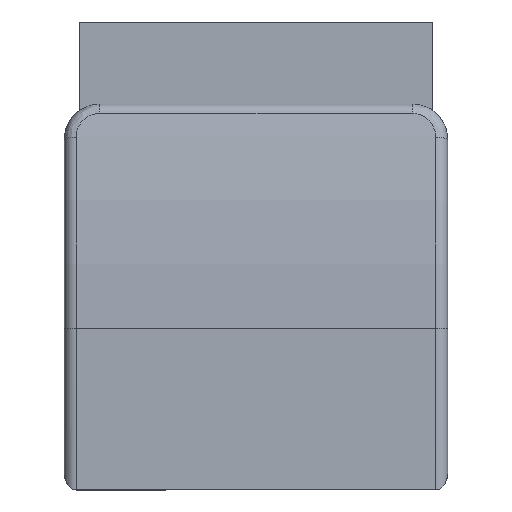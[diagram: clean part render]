
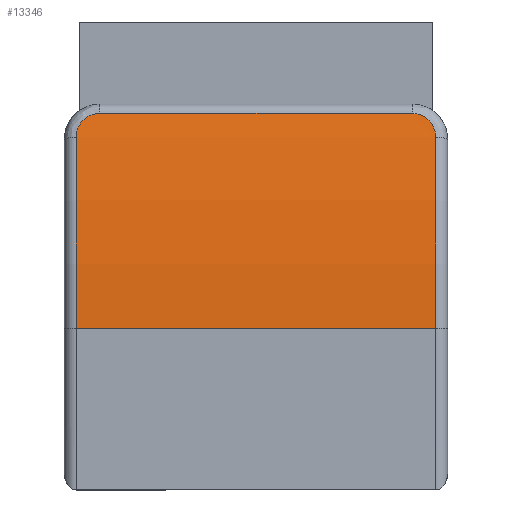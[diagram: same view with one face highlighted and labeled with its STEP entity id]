
A CAD part, front view. The second image highlights one B-rep face of the part: STEP entity #13346.
In plain terms, the highlighted cylindrical face has radius 163 mm (diameter 326 mm), a partial arc.
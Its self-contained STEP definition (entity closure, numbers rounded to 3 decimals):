
#91 = CARTESIAN_POINT ( 'NONE',  ( 30.475, 2.859, 27.921 ) ) ;
#130 = LINE ( 'NONE', #4847, #14448 ) ;
#223 = CARTESIAN_POINT ( 'NONE',  ( -30.376, 2.965, 28.43 ) ) ;
#254 = CARTESIAN_POINT ( 'NONE',  ( 27.033, 3.621, 31.42 ) ) ;
#524 = CARTESIAN_POINT ( 'NONE',  ( -27.571, 3.601, 31.336 ) ) ;
#597 = EDGE_CURVE ( 'NONE', #13792, #12896, #11885, .T. ) ;
#1116 = DIRECTION ( 'NONE',  ( -1., 0., 0. ) ) ;
#1396 = CARTESIAN_POINT ( 'NONE',  ( -30.302, 3.018, 28.683 ) ) ;
#1438 = DIRECTION ( 'NONE',  ( 1., 0., 0. ) ) ;
#1499 = ORIENTED_EDGE ( 'NONE', *, *, #15240, .T. ) ;
#1511 = CARTESIAN_POINT ( 'NONE',  ( 27.81, 3.578, 31.233 ) ) ;
#2186 = CARTESIAN_POINT ( 'NONE',  ( 30.5, 2.752, 27.398 ) ) ;
#2287 = ORIENTED_EDGE ( 'NONE', *, *, #6652, .T. ) ;
#2534 = CARTESIAN_POINT ( 'NONE',  ( 95.576, 162.5, -5. ) ) ;
#2690 = DIRECTION ( 'NONE',  ( -1., 0., 0. ) ) ;
#2708 = CARTESIAN_POINT ( 'NONE',  ( -30.5, 162.5, -5. ) ) ;
#2751 = CARTESIAN_POINT ( 'NONE',  ( -27.038, 3.627, 31.447 ) ) ;
#2984 = CARTESIAN_POINT ( 'NONE',  ( -29.986, 3.171, 29.4 ) ) ;
#3251 = CARTESIAN_POINT ( 'NONE',  ( -26.5, 3.627, 31.447 ) ) ;
#3639 = CARTESIAN_POINT ( 'NONE',  ( 26.5, 3.627, 31.447 ) ) ;
#3727 = CARTESIAN_POINT ( 'NONE',  ( 29.985, 3.172, 29.403 ) ) ;
#3742 = CARTESIAN_POINT ( 'NONE',  ( -30.5, -0.5, -5. ) ) ;
#3920 = CARTESIAN_POINT ( 'NONE',  ( -29.17, 3.396, 30.424 ) ) ;
#4036 = ORIENTED_EDGE ( 'NONE', *, *, #5692, .T. ) ;
#4155 = CARTESIAN_POINT ( 'NONE',  ( -29.702, 3.266, 29.839 ) ) ;
#4700 = AXIS2_PLACEMENT_3D ( 'NONE', #2708, #1438, #4888 ) ;
#4775 = CARTESIAN_POINT ( 'NONE',  ( 30.5, -0.5, -5. ) ) ;
#4847 = CARTESIAN_POINT ( 'NONE',  ( 95.576, -0.5, -5. ) ) ;
#4859 = CARTESIAN_POINT ( 'NONE',  ( 26.5, 3.627, 31.447 ) ) ;
#4888 = DIRECTION ( 'NONE',  ( 0., 0., 1. ) ) ;
#4889 = CARTESIAN_POINT ( 'NONE',  ( 30.5, 2.805, 27.661 ) ) ;
#4960 = CIRCLE ( 'NONE', #4700, 163. ) ;
#5013 = CARTESIAN_POINT ( 'NONE',  ( -30.475, 2.859, 27.92 ) ) ;
#5034 = DIRECTION ( 'NONE',  ( -1., 0., 0. ) ) ;
#5044 = CARTESIAN_POINT ( 'NONE',  ( 30.5, 2.752, 27.398 ) ) ;
#5692 = EDGE_CURVE ( 'NONE', #13325, #10574, #4960, .T. ) ;
#5781 = VECTOR ( 'NONE', #5034, 1000. ) ;
#6339 = CARTESIAN_POINT ( 'NONE',  ( -30.5, 2.805, 27.661 ) ) ;
#6565 = VERTEX_POINT ( 'NONE', #4775 ) ;
#6652 = EDGE_CURVE ( 'NONE', #6565, #7976, #11584, .T. ) ;
#7246 = CARTESIAN_POINT ( 'NONE',  ( 30.105, 3.122, 29.171 ) ) ;
#7455 = CARTESIAN_POINT ( 'NONE',  ( -28.299, 3.531, 31.024 ) ) ;
#7976 = VERTEX_POINT ( 'NONE', #2186 ) ;
#8203 = CARTESIAN_POINT ( 'NONE',  ( 95.576, 3.627, 31.447 ) ) ;
#8271 = DIRECTION ( 'NONE',  ( 0., 0., -1. ) ) ;
#8407 = FACE_OUTER_BOUND ( 'NONE', #15147, .T. ) ;
#8505 = CARTESIAN_POINT ( 'NONE',  ( 26.769, 3.627, 31.447 ) ) ;
#8574 = CARTESIAN_POINT ( 'NONE',  ( 30.375, 2.966, 28.435 ) ) ;
#9127 = EDGE_CURVE ( 'NONE', #6565, #10574, #130, .T. ) ;
#9258 = ORIENTED_EDGE ( 'NONE', *, *, #597, .T. ) ;
#9795 = CARTESIAN_POINT ( 'NONE',  ( -30.5, 2.752, 27.398 ) ) ;
#9827 = CARTESIAN_POINT ( 'NONE',  ( 27.552, 3.597, 31.314 ) ) ;
#10112 = CARTESIAN_POINT ( 'NONE',  ( -28.535, 3.501, 30.894 ) ) ;
#10574 = VERTEX_POINT ( 'NONE', #3742 ) ;
#10813 = DIRECTION ( 'NONE',  ( -1., 0., 0. ) ) ;
#10856 = CARTESIAN_POINT ( 'NONE',  ( 28.964, 3.435, 30.599 ) ) ;
#10923 = CARTESIAN_POINT ( 'NONE',  ( -30.5, 2.752, 27.398 ) ) ;
#10990 = CARTESIAN_POINT ( 'NONE',  ( -29.536, 3.312, 30.048 ) ) ;
#11020 = CARTESIAN_POINT ( 'NONE',  ( 28.528, 3.502, 30.898 ) ) ;
#11297 = CARTESIAN_POINT ( 'NONE',  ( -26.5, 3.627, 31.447 ) ) ;
#11584 = CIRCLE ( 'NONE', #15123, 163. ) ;
#11885 = LINE ( 'NONE', #8203, #5781 ) ;
#11922 = ORIENTED_EDGE ( 'NONE', *, *, #14853, .T. ) ;
#12122 = CARTESIAN_POINT ( 'NONE',  ( 29.534, 3.313, 30.05 ) ) ;
#12170 = CARTESIAN_POINT ( 'NONE',  ( -30.106, 3.121, 29.169 ) ) ;
#12187 = DIRECTION ( 'NONE',  ( 0., 0., 1. ) ) ;
#12283 = CARTESIAN_POINT ( 'NONE',  ( 28.298, 3.531, 31.025 ) ) ;
#12358 = CARTESIAN_POINT ( 'NONE',  ( 29.697, 3.268, 29.846 ) ) ;
#12896 = VERTEX_POINT ( 'NONE', #3251 ) ;
#13078 = B_SPLINE_CURVE_WITH_KNOTS ( 'NONE', 3,
 ( #5044, #4889, #91, #8574, #14511, #7246, #3727, #12358, #12122, #14583, #10856, #11020, #12283, #1511, #9827, #254, #8505, #3639 ),
 .UNSPECIFIED., .F., .F.,
 ( 4, 2, 2, 2, 2, 2, 2, 2, 4 ),
 ( 0., 0.001, 0.002, 0.002, 0.003, 0.004, 0.005, 0.006, 0.006 ),
 .UNSPECIFIED. ) ;
#13325 = VERTEX_POINT ( 'NONE', #10923 ) ;
#13346 = ADVANCED_FACE ( 'NONE', ( #8407 ), #13456, .T. ) ;
#13456 = CYLINDRICAL_SURFACE ( 'NONE', #15467, 163. ) ;
#13613 = B_SPLINE_CURVE_WITH_KNOTS ( 'NONE', 3,
 ( #11297, #2751, #524, #7455, #10112, #14935, #3920, #10990, #4155, #2984, #12170, #1396, #223, #5013, #6339, #9795 ),
 .UNSPECIFIED., .F., .F.,
 ( 4, 2, 2, 2, 2, 2, 2, 4 ),
 ( 0., 0.002, 0.002, 0.003, 0.004, 0.005, 0.006, 0.006 ),
 .UNSPECIFIED. ) ;
#13792 = VERTEX_POINT ( 'NONE', #4859 ) ;
#14274 = CARTESIAN_POINT ( 'NONE',  ( 30.5, 162.5, -5. ) ) ;
#14448 = VECTOR ( 'NONE', #10813, 1000. ) ;
#14511 = CARTESIAN_POINT ( 'NONE',  ( 30.3, 3.019, 28.688 ) ) ;
#14583 = CARTESIAN_POINT ( 'NONE',  ( 29.168, 3.396, 30.426 ) ) ;
#14853 = EDGE_CURVE ( 'NONE', #7976, #13792, #13078, .T. ) ;
#14935 = CARTESIAN_POINT ( 'NONE',  ( -28.97, 3.434, 30.594 ) ) ;
#15116 = ORIENTED_EDGE ( 'NONE', *, *, #9127, .F. ) ;
#15123 = AXIS2_PLACEMENT_3D ( 'NONE', #14274, #1116, #8271 ) ;
#15147 = EDGE_LOOP ( 'NONE', ( #1499, #4036, #15116, #2287, #11922, #9258 ) ) ;
#15240 = EDGE_CURVE ( 'NONE', #12896, #13325, #13613, .T. ) ;
#15467 = AXIS2_PLACEMENT_3D ( 'NONE', #2534, #2690, #12187 ) ;
